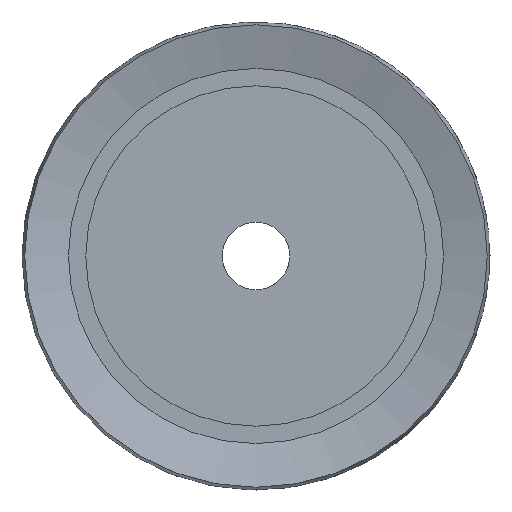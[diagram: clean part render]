
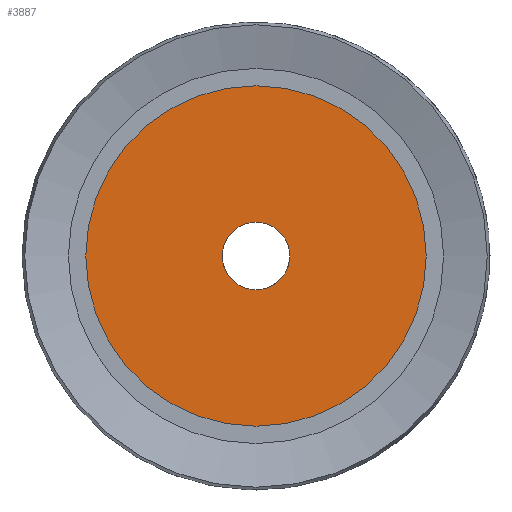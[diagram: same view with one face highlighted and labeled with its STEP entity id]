
A CAD part, left-side view. The second image highlights one B-rep face of the part: STEP entity #3887.
In plain terms, the highlighted planar face has unit normal (-1, 0, 0).
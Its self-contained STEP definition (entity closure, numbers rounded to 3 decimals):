
#44=PLANE('',#4270);
#736=ORIENTED_EDGE('',*,*,#1928,.F.);
#737=ORIENTED_EDGE('',*,*,#1734,.T.);
#1734=EDGE_CURVE('',#2338,#2338,#2694,.T.);
#1928=EDGE_CURVE('',#2516,#2516,#2783,.T.);
#2338=VERTEX_POINT('',#6349);
#2516=VERTEX_POINT('',#6855);
#2694=CIRCLE('',#4131,3.175);
#2783=CIRCLE('',#4271,16.);
#3149=EDGE_LOOP('',(#736));
#3150=EDGE_LOOP('',(#737));
#3437=FACE_BOUND('',#3149,.T.);
#3438=FACE_BOUND('',#3150,.T.);
#3887=ADVANCED_FACE('',(#3437,#3438),#44,.F.);
#4131=AXIS2_PLACEMENT_3D('',#6348,#4807,#4808);
#4270=AXIS2_PLACEMENT_3D('',#6853,#5173,#5174);
#4271=AXIS2_PLACEMENT_3D('',#6854,#5175,#5176);
#4807=DIRECTION('',(1.,0.,0.));
#4808=DIRECTION('',(0.,0.,-1.));
#5173=DIRECTION('',(1.,0.,0.));
#5174=DIRECTION('',(0.,1.,0.));
#5175=DIRECTION('',(1.,0.,0.));
#5176=DIRECTION('',(0.,1.,0.));
#6348=CARTESIAN_POINT('',(0.,0.,0.));
#6349=CARTESIAN_POINT('',(0.,0.,-3.175));
#6853=CARTESIAN_POINT('',(0.,0.,0.));
#6854=CARTESIAN_POINT('',(0.,0.,0.));
#6855=CARTESIAN_POINT('',(0.,16.,0.));
